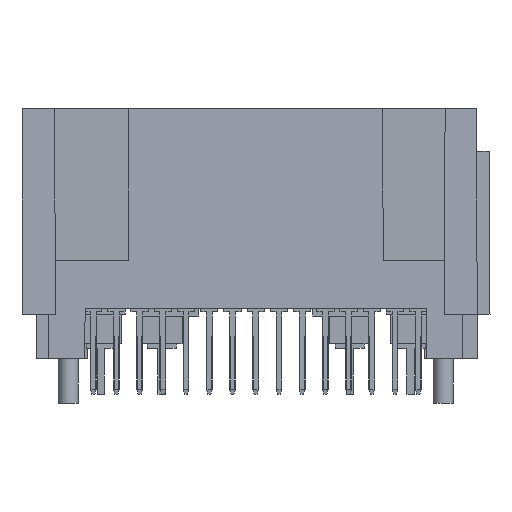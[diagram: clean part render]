
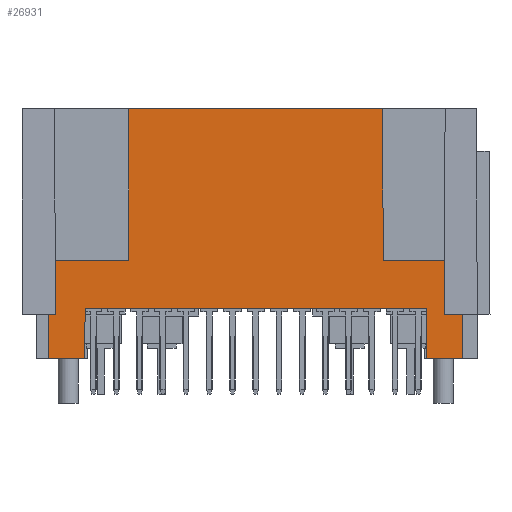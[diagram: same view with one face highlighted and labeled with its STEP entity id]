
A CAD part, front view. The second image highlights one B-rep face of the part: STEP entity #26931.
In plain terms, the highlighted planar face has unit normal (0, -1, 0.004).
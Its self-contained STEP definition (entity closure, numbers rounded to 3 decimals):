
#192 = VERTEX_POINT('',#193);
#193 = CARTESIAN_POINT('',(-10.936,-7.501,
    21.52));
#199 = EDGE_CURVE('',#200,#192,#202,.T.);
#200 = VERTEX_POINT('',#201);
#201 = CARTESIAN_POINT('',(10.916,-7.501,
    21.52));
#202 = LINE('',#203,#204);
#203 = CARTESIAN_POINT('',(10.916,-7.501,
    21.52));
#204 = VECTOR('',#205,1.);
#205 = DIRECTION('',(-1.,0.,0.));
#24744 = VERTEX_POINT('',#24745);
#24745 = CARTESIAN_POINT('',(14.691,-7.576,
    4.32));
#24751 = EDGE_CURVE('',#24752,#24744,#24754,.T.);
#24752 = VERTEX_POINT('',#24753);
#24753 = CARTESIAN_POINT('',(-14.711,-7.576,
    4.32));
#24754 = LINE('',#24755,#24756);
#24755 = CARTESIAN_POINT('',(-14.711,-7.576,
    4.32));
#24756 = VECTOR('',#24757,1.);
#24757 = DIRECTION('',(1.,-0.,0.));
#26192 = VERTEX_POINT('',#26193);
#26193 = CARTESIAN_POINT('',(-17.263,-7.578,
    3.82));
#26199 = EDGE_CURVE('',#26192,#26200,#26202,.T.);
#26200 = VERTEX_POINT('',#26201);
#26201 = CARTESIAN_POINT('',(-17.84,-7.578,
    3.82));
#26202 = LINE('',#26203,#26204);
#26203 = CARTESIAN_POINT('',(-17.263,-7.578,
    3.82));
#26204 = VECTOR('',#26205,1.);
#26205 = DIRECTION('',(-1.,0.,0.));
#26865 = VERTEX_POINT('',#26866);
#26866 = CARTESIAN_POINT('',(-17.283,-7.557,
    8.478));
#26872 = EDGE_CURVE('',#26865,#26192,#26873,.T.);
#26873 = LINE('',#26874,#26875);
#26874 = CARTESIAN_POINT('',(-17.283,-7.557,
    8.478));
#26875 = VECTOR('',#26876,1.);
#26876 = DIRECTION('',(0.004,-0.004,
    -1.));
#26911 = EDGE_CURVE('',#192,#26912,#26914,.T.);
#26912 = VERTEX_POINT('',#26913);
#26913 = CARTESIAN_POINT('',(-10.993,-7.557,
    8.478));
#26914 = LINE('',#26915,#26916);
#26915 = CARTESIAN_POINT('',(-10.936,-7.501,
    21.52));
#26916 = VECTOR('',#26917,1.);
#26917 = DIRECTION('',(-0.004,-0.004,
    -1.));
#26931 = ADVANCED_FACE('',(#26932),#27021,.T.);
#26932 = FACE_BOUND('',#26933,.F.);
#26933 = EDGE_LOOP('',(#26934,#26944,#26952,#26960,#26966,#26967,#26975,
    #26983,#26989,#26990,#26991,#26997,#26998,#26999,#27007,#27015));
#26934 = ORIENTED_EDGE('',*,*,#26935,.F.);
#26935 = EDGE_CURVE('',#26936,#26938,#26940,.T.);
#26936 = VERTEX_POINT('',#26937);
#26937 = CARTESIAN_POINT('',(17.837,-7.578,
    3.82));
#26938 = VERTEX_POINT('',#26939);
#26939 = CARTESIAN_POINT('',(16.225,-7.578,
    3.82));
#26940 = LINE('',#26941,#26942);
#26941 = CARTESIAN_POINT('',(17.837,-7.578,
    3.82));
#26942 = VECTOR('',#26943,1.);
#26943 = DIRECTION('',(-1.,0.,0.));
#26944 = ORIENTED_EDGE('',*,*,#26945,.T.);
#26945 = EDGE_CURVE('',#26936,#26946,#26948,.T.);
#26946 = VERTEX_POINT('',#26947);
#26947 = CARTESIAN_POINT('',(17.82,-7.594,
    -0.01));
#26948 = LINE('',#26949,#26950);
#26949 = CARTESIAN_POINT('',(17.837,-7.578,
    3.82));
#26950 = VECTOR('',#26951,1.);
#26951 = DIRECTION('',(-0.004,-0.004,
    -1.));
#26952 = ORIENTED_EDGE('',*,*,#26953,.F.);
#26953 = EDGE_CURVE('',#26954,#26946,#26956,.T.);
#26954 = VERTEX_POINT('',#26955);
#26955 = CARTESIAN_POINT('',(14.71,-7.594,
    -0.01));
#26956 = LINE('',#26957,#26958);
#26957 = CARTESIAN_POINT('',(14.71,-7.594,
    -0.01));
#26958 = VECTOR('',#26959,1.);
#26959 = DIRECTION('',(1.,0.,0.));
#26960 = ORIENTED_EDGE('',*,*,#26961,.T.);
#26961 = EDGE_CURVE('',#26954,#24744,#26962,.T.);
#26962 = LINE('',#26963,#26964);
#26963 = CARTESIAN_POINT('',(14.71,-7.594,
    -0.01));
#26964 = VECTOR('',#26965,1.);
#26965 = DIRECTION('',(-0.004,0.004,
    1.));
#26966 = ORIENTED_EDGE('',*,*,#24751,.F.);
#26967 = ORIENTED_EDGE('',*,*,#26968,.F.);
#26968 = EDGE_CURVE('',#26969,#24752,#26971,.T.);
#26969 = VERTEX_POINT('',#26970);
#26970 = CARTESIAN_POINT('',(-14.73,-7.594,
    -0.01));
#26971 = LINE('',#26972,#26973);
#26972 = CARTESIAN_POINT('',(-14.73,-7.594,
    -0.01));
#26973 = VECTOR('',#26974,1.);
#26974 = DIRECTION('',(0.004,0.004,
    1.));
#26975 = ORIENTED_EDGE('',*,*,#26976,.F.);
#26976 = EDGE_CURVE('',#26977,#26969,#26979,.T.);
#26977 = VERTEX_POINT('',#26978);
#26978 = CARTESIAN_POINT('',(-17.84,-7.594,
    -0.01));
#26979 = LINE('',#26980,#26981);
#26980 = CARTESIAN_POINT('',(-17.84,-7.594,
    -0.01));
#26981 = VECTOR('',#26982,1.);
#26982 = DIRECTION('',(1.,0.,0.));
#26983 = ORIENTED_EDGE('',*,*,#26984,.F.);
#26984 = EDGE_CURVE('',#26200,#26977,#26985,.T.);
#26985 = LINE('',#26986,#26987);
#26986 = CARTESIAN_POINT('',(-17.84,-7.578,
    3.82));
#26987 = VECTOR('',#26988,1.);
#26988 = DIRECTION('',(0.,-0.004,
    -1.));
#26989 = ORIENTED_EDGE('',*,*,#26199,.F.);
#26990 = ORIENTED_EDGE('',*,*,#26872,.F.);
#26991 = ORIENTED_EDGE('',*,*,#26992,.F.);
#26992 = EDGE_CURVE('',#26912,#26865,#26993,.T.);
#26993 = LINE('',#26994,#26995);
#26994 = CARTESIAN_POINT('',(-10.993,-7.557,
    8.478));
#26995 = VECTOR('',#26996,1.);
#26996 = DIRECTION('',(-1.,0.,0.));
#26997 = ORIENTED_EDGE('',*,*,#26911,.F.);
#26998 = ORIENTED_EDGE('',*,*,#199,.F.);
#26999 = ORIENTED_EDGE('',*,*,#27000,.T.);
#27000 = EDGE_CURVE('',#200,#27001,#27003,.T.);
#27001 = VERTEX_POINT('',#27002);
#27002 = CARTESIAN_POINT('',(10.972,-7.557,
    8.478));
#27003 = LINE('',#27004,#27005);
#27004 = CARTESIAN_POINT('',(10.916,-7.501,
    21.52));
#27005 = VECTOR('',#27006,1.);
#27006 = DIRECTION('',(0.004,-0.004,
    -1.));
#27007 = ORIENTED_EDGE('',*,*,#27008,.T.);
#27008 = EDGE_CURVE('',#27001,#27009,#27011,.T.);
#27009 = VERTEX_POINT('',#27010);
#27010 = CARTESIAN_POINT('',(16.245,-7.557,
    8.478));
#27011 = LINE('',#27012,#27013);
#27012 = CARTESIAN_POINT('',(10.972,-7.557,
    8.478));
#27013 = VECTOR('',#27014,1.);
#27014 = DIRECTION('',(1.,-0.,0.));
#27015 = ORIENTED_EDGE('',*,*,#27016,.F.);
#27016 = EDGE_CURVE('',#26938,#27009,#27017,.T.);
#27017 = LINE('',#27018,#27019);
#27018 = CARTESIAN_POINT('',(16.225,-7.578,
    3.82));
#27019 = VECTOR('',#27020,1.);
#27020 = DIRECTION('',(0.004,0.004,
    1.));
#27021 = PLANE('',#27022);
#27022 = AXIS2_PLACEMENT_3D('',#27023,#27024,#27025);
#27023 = CARTESIAN_POINT('',(13.361,-7.551,
    10.009));
#27024 = DIRECTION('',(0.,-1.,
    0.004));
#27025 = DIRECTION('',(0.,0.004,
    1.));
